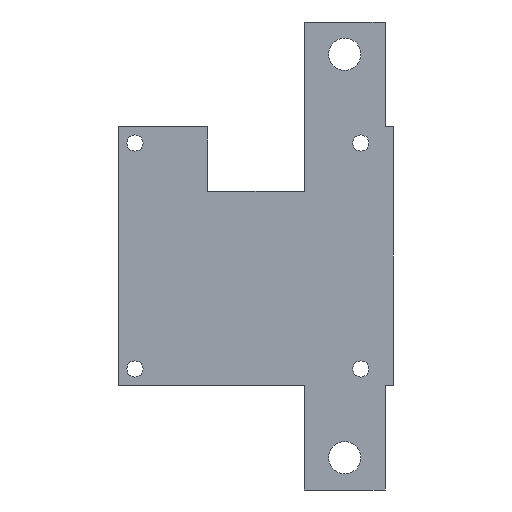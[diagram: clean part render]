
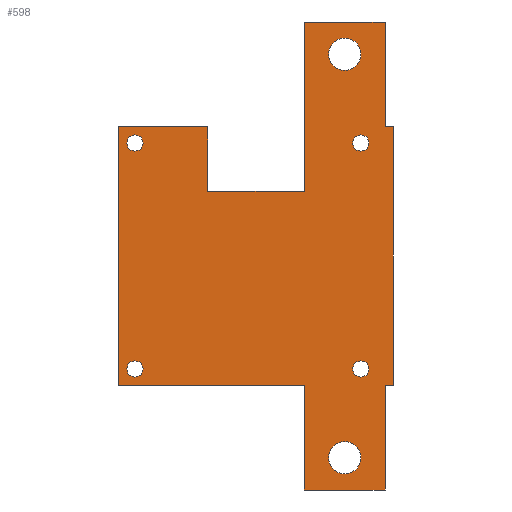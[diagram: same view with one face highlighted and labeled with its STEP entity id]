
A CAD part, front view. The second image highlights one B-rep face of the part: STEP entity #598.
In plain terms, the highlighted planar face has unit normal (0, -1, 0).
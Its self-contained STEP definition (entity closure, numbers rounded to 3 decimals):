
#33=FACE_BOUND('',#111,.T.);
#34=FACE_BOUND('',#112,.T.);
#35=FACE_BOUND('',#113,.T.);
#36=FACE_BOUND('',#114,.T.);
#37=FACE_BOUND('',#115,.T.);
#38=FACE_BOUND('',#116,.T.);
#70=FACE_OUTER_BOUND('',#110,.T.);
#110=EDGE_LOOP('',(#525,#526,#527,#528,#529,#530,#531,#532,#533,#534,#535,
#536,#537,#538));
#111=EDGE_LOOP('',(#539));
#112=EDGE_LOOP('',(#540));
#113=EDGE_LOOP('',(#541));
#114=EDGE_LOOP('',(#542));
#115=EDGE_LOOP('',(#543));
#116=EDGE_LOOP('',(#544));
#125=CIRCLE('',#623,2.);
#126=CIRCLE('',#625,2.);
#137=CIRCLE('',#659,1.);
#138=CIRCLE('',#661,1.);
#139=CIRCLE('',#663,1.);
#140=CIRCLE('',#665,1.);
#158=LINE('',#897,#214);
#160=LINE('',#901,#216);
#162=LINE('',#905,#218);
#164=LINE('',#909,#220);
#168=LINE('',#917,#224);
#171=LINE('',#922,#227);
#173=LINE('',#927,#229);
#175=LINE('',#930,#231);
#177=LINE('',#934,#233);
#178=LINE('',#937,#234);
#180=LINE('',#941,#236);
#182=LINE('',#945,#238);
#195=LINE('',#1000,#251);
#196=LINE('',#1002,#252);
#214=VECTOR('',#716,10.);
#216=VECTOR('',#720,10.);
#218=VECTOR('',#724,10.);
#220=VECTOR('',#728,10.);
#224=VECTOR('',#734,10.);
#227=VECTOR('',#739,10.);
#229=VECTOR('',#743,10.);
#231=VECTOR('',#747,10.);
#233=VECTOR('',#751,10.);
#234=VECTOR('',#754,10.);
#236=VECTOR('',#758,10.);
#238=VECTOR('',#762,10.);
#251=VECTOR('',#833,10.);
#252=VECTOR('',#836,10.);
#275=VERTEX_POINT('',#886);
#276=VERTEX_POINT('',#890);
#277=VERTEX_POINT('',#894);
#278=VERTEX_POINT('',#896);
#279=VERTEX_POINT('',#900);
#280=VERTEX_POINT('',#904);
#281=VERTEX_POINT('',#908);
#283=VERTEX_POINT('',#914);
#284=VERTEX_POINT('',#916);
#285=VERTEX_POINT('',#920);
#286=VERTEX_POINT('',#924);
#287=VERTEX_POINT('',#926);
#288=VERTEX_POINT('',#932);
#289=VERTEX_POINT('',#936);
#290=VERTEX_POINT('',#940);
#291=VERTEX_POINT('',#944);
#301=VERTEX_POINT('',#984);
#302=VERTEX_POINT('',#988);
#303=VERTEX_POINT('',#992);
#304=VERTEX_POINT('',#996);
#327=EDGE_CURVE('',#275,#275,#125,.T.);
#329=EDGE_CURVE('',#276,#276,#126,.T.);
#332=EDGE_CURVE('',#278,#277,#158,.T.);
#334=EDGE_CURVE('',#279,#278,#160,.T.);
#336=EDGE_CURVE('',#280,#279,#162,.T.);
#338=EDGE_CURVE('',#281,#280,#164,.T.);
#342=EDGE_CURVE('',#283,#284,#168,.T.);
#345=EDGE_CURVE('',#285,#283,#171,.T.);
#347=EDGE_CURVE('',#287,#286,#173,.T.);
#349=EDGE_CURVE('',#285,#287,#175,.T.);
#351=EDGE_CURVE('',#286,#288,#177,.T.);
#352=EDGE_CURVE('',#284,#289,#178,.T.);
#354=EDGE_CURVE('',#289,#290,#180,.T.);
#356=EDGE_CURVE('',#281,#291,#182,.T.);
#375=EDGE_CURVE('',#301,#301,#137,.T.);
#377=EDGE_CURVE('',#302,#302,#138,.T.);
#379=EDGE_CURVE('',#303,#303,#139,.T.);
#381=EDGE_CURVE('',#304,#304,#140,.T.);
#383=EDGE_CURVE('',#291,#288,#195,.T.);
#384=EDGE_CURVE('',#277,#290,#196,.T.);
#525=ORIENTED_EDGE('',*,*,#356,.F.);
#526=ORIENTED_EDGE('',*,*,#338,.T.);
#527=ORIENTED_EDGE('',*,*,#336,.T.);
#528=ORIENTED_EDGE('',*,*,#334,.T.);
#529=ORIENTED_EDGE('',*,*,#332,.T.);
#530=ORIENTED_EDGE('',*,*,#384,.T.);
#531=ORIENTED_EDGE('',*,*,#354,.F.);
#532=ORIENTED_EDGE('',*,*,#352,.F.);
#533=ORIENTED_EDGE('',*,*,#342,.F.);
#534=ORIENTED_EDGE('',*,*,#345,.F.);
#535=ORIENTED_EDGE('',*,*,#349,.T.);
#536=ORIENTED_EDGE('',*,*,#347,.T.);
#537=ORIENTED_EDGE('',*,*,#351,.T.);
#538=ORIENTED_EDGE('',*,*,#383,.F.);
#539=ORIENTED_EDGE('',*,*,#329,.T.);
#540=ORIENTED_EDGE('',*,*,#327,.T.);
#541=ORIENTED_EDGE('',*,*,#375,.T.);
#542=ORIENTED_EDGE('',*,*,#377,.T.);
#543=ORIENTED_EDGE('',*,*,#379,.T.);
#544=ORIENTED_EDGE('',*,*,#381,.T.);
#566=PLANE('',#668);
#598=ADVANCED_FACE('',(#70,#33,#34,#35,#36,#37,#38),#566,.F.);
#623=AXIS2_PLACEMENT_3D('',#887,#705,#706);
#625=AXIS2_PLACEMENT_3D('',#891,#710,#711);
#659=AXIS2_PLACEMENT_3D('',#985,#813,#814);
#661=AXIS2_PLACEMENT_3D('',#989,#818,#819);
#663=AXIS2_PLACEMENT_3D('',#993,#823,#824);
#665=AXIS2_PLACEMENT_3D('',#997,#828,#829);
#668=AXIS2_PLACEMENT_3D('',#1003,#837,#838);
#705=DIRECTION('center_axis',(0.,1.,0.));
#706=DIRECTION('ref_axis',(-1.,0.,0.));
#710=DIRECTION('center_axis',(0.,1.,0.));
#711=DIRECTION('ref_axis',(-1.,0.,0.));
#716=DIRECTION('',(0.,0.,1.));
#720=DIRECTION('',(1.,0.,0.));
#724=DIRECTION('',(0.,0.,-1.));
#728=DIRECTION('',(1.,0.,0.));
#734=DIRECTION('',(0.,0.,-1.));
#739=DIRECTION('',(1.,0.,0.));
#743=DIRECTION('',(-1.,0.,0.));
#747=DIRECTION('',(0.,0.,-1.));
#751=DIRECTION('',(0.,0.,1.));
#754=DIRECTION('',(1.,0.,0.));
#758=DIRECTION('',(0.,0.,-1.));
#762=DIRECTION('',(0.,0.,1.));
#813=DIRECTION('center_axis',(0.,1.,0.));
#814=DIRECTION('ref_axis',(1.,0.,0.));
#818=DIRECTION('center_axis',(0.,1.,0.));
#819=DIRECTION('ref_axis',(1.,0.,0.));
#823=DIRECTION('center_axis',(0.,1.,0.));
#824=DIRECTION('ref_axis',(1.,0.,0.));
#828=DIRECTION('center_axis',(0.,1.,0.));
#829=DIRECTION('ref_axis',(1.,0.,0.));
#833=DIRECTION('',(1.,0.,0.));
#836=DIRECTION('',(1.,0.,0.));
#837=DIRECTION('center_axis',(0.,1.,0.));
#838=DIRECTION('ref_axis',(1.,0.,0.));
#886=CARTESIAN_POINT('',(10.841,1.961,-25.576));
#887=CARTESIAN_POINT('Origin',(8.841,1.961,-25.576));
#890=CARTESIAN_POINT('',(10.841,1.961,24.424));
#891=CARTESIAN_POINT('Origin',(8.841,1.961,24.424));
#894=CARTESIAN_POINT('',(13.841,1.961,-16.576));
#896=CARTESIAN_POINT('',(13.841,1.961,-29.576));
#897=CARTESIAN_POINT('',(13.841,1.961,-29.576));
#900=CARTESIAN_POINT('',(3.841,1.961,-29.576));
#901=CARTESIAN_POINT('',(3.841,1.961,-29.576));
#904=CARTESIAN_POINT('',(3.841,1.961,-16.576));
#905=CARTESIAN_POINT('',(3.841,1.961,-16.576));
#908=CARTESIAN_POINT('',(-19.159,1.961,-16.576));
#909=CARTESIAN_POINT('',(5.841,1.961,-16.576));
#914=CARTESIAN_POINT('',(13.841,1.961,28.424));
#916=CARTESIAN_POINT('',(13.841,1.961,15.424));
#917=CARTESIAN_POINT('',(13.841,1.961,28.424));
#920=CARTESIAN_POINT('',(3.841,1.961,28.424));
#922=CARTESIAN_POINT('',(3.841,1.961,28.424));
#924=CARTESIAN_POINT('',(-8.159,1.961,7.424));
#926=CARTESIAN_POINT('',(3.841,1.961,7.424));
#927=CARTESIAN_POINT('',(0.341,1.961,7.424));
#930=CARTESIAN_POINT('',(3.841,1.961,7.424));
#932=CARTESIAN_POINT('',(-8.159,1.961,15.424));
#934=CARTESIAN_POINT('',(-8.159,1.961,3.424));
#936=CARTESIAN_POINT('',(14.841,1.961,15.424));
#937=CARTESIAN_POINT('',(12.841,1.961,15.424));
#940=CARTESIAN_POINT('',(14.841,1.961,-16.576));
#941=CARTESIAN_POINT('',(14.841,1.961,-0.576));
#944=CARTESIAN_POINT('',(-19.159,1.961,15.424));
#945=CARTESIAN_POINT('',(-19.159,1.961,-0.576));
#984=CARTESIAN_POINT('',(-18.159,1.961,-14.576));
#985=CARTESIAN_POINT('Origin',(-17.159,1.961,-14.576));
#988=CARTESIAN_POINT('',(9.841,1.961,-14.576));
#989=CARTESIAN_POINT('Origin',(10.841,1.961,-14.576));
#992=CARTESIAN_POINT('',(9.841,1.961,13.424));
#993=CARTESIAN_POINT('Origin',(10.841,1.961,13.424));
#996=CARTESIAN_POINT('',(-18.159,1.961,13.424));
#997=CARTESIAN_POINT('Origin',(-17.159,1.961,13.424));
#1000=CARTESIAN_POINT('',(12.841,1.961,15.424));
#1002=CARTESIAN_POINT('',(5.841,1.961,-16.576));
#1003=CARTESIAN_POINT('Origin',(-3.159,1.961,-0.576));
